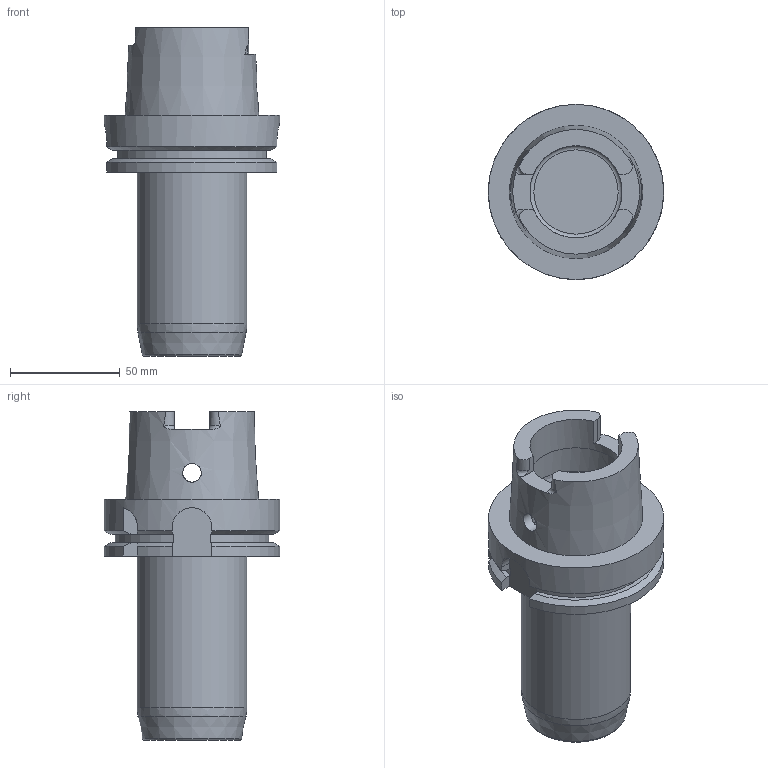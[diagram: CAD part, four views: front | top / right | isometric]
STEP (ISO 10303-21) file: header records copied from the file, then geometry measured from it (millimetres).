
FILE_DESCRIPTION(/* description */ (''),/* implementation_level */ '2;1');
FILE_NAME(/* name */ '1794_1_3d.stp',/* time_stamp */ '2021-11-19T09:13:16+01:00',/* author */ (''),/* organization */ ('SMS'),/* preprocessor_version */ 'ST-DEVELOPER v16.7',/* originating_system */ 'SIEMENS PLM Software NX 12.0',/* authorisation */ '');
FILE_SCHEMA (('AUTOMOTIVE_DESIGN { 1 0 10303 214 3 1 1 1 }'));
Length unit declared in the file: millimetre
Products named in the file (1): 1794_1_3D
Bounding box: 79.93 x 79.93 x 149.9 mm (x, y, z)
Volume: 303994 mm3; surface area: 45312.9 mm2
Topology: 1 solids, 1 shells, 71 faces, 207 edges, 137 vertices
Faces by surface type: plane 34, cylinder 21, cone 9, torus 6, bspline 1
Full cylindrical faces by diameter (mm): 8.5 x2, 42.05 x2, 50 x1, 50.08 x1, 79.93 x1
Entity records: 2563 total; most frequent: CARTESIAN_POINT 771, ORIENTED_EDGE 362, DIRECTION 355, EDGE_CURVE 181, AXIS2_PLACEMENT_3D 133, VERTEX_POINT 127, EDGE_LOOP 90, LINE 89
